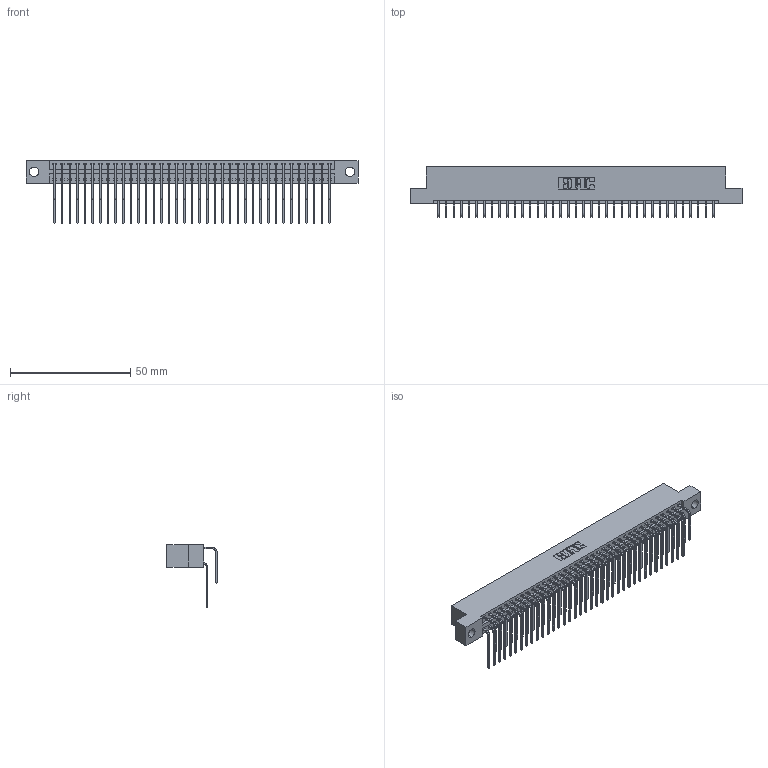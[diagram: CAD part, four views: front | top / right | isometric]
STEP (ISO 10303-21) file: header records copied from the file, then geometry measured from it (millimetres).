
FILE_DESCRIPTION (( 'STEP AP203' ), '1' );
FILE_NAME ('346-074-559-204.STEP', '2018-08-29T03:06:39', ( '' ), ( '' ), 'SwSTEP 2.0', 'SolidWorks 2016', '' );
FILE_SCHEMA (( 'CONFIG_CONTROL_DESIGN' ));
Length unit declared in the file: inch
Products named in the file (4): 345-292-001_558 559 Tail - 1; 345-292-001_559 Tail - 2; 346-074-559-204; 346 Part_Flush Mounting Lugs - 0.156 Dia-TH
Assembly tree (75 placements, depth 2):
  346-074-559-204
    346 Part_Flush Mounting Lugs - 0.156 Dia-TH
    345-292-001_558 559 Tail - 1  x37
    345-292-001_559 Tail - 2  x37
Bounding box: 138.05 x 20.89 x 26.16 mm (x, y, z)
Volume: 13761.7 mm3; surface area: 20699.1 mm2
Topology: 75 solids, 75 shells, 4118 faces, 12243 edges, 8062 vertices
Faces by surface type: plane 2814, cylinder 1304
Entity records: 26607 total; most frequent: CARTESIAN_POINT 4443, ORIENTED_EDGE 4326, DIRECTION 3939, EDGE_CURVE 2163, VECTOR 1843, LINE 1843, VERTEX_POINT 1438, AXIS2_PLACEMENT_3D 1048
